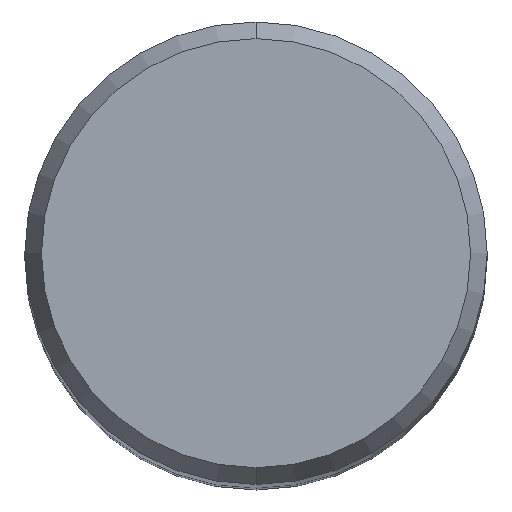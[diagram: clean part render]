
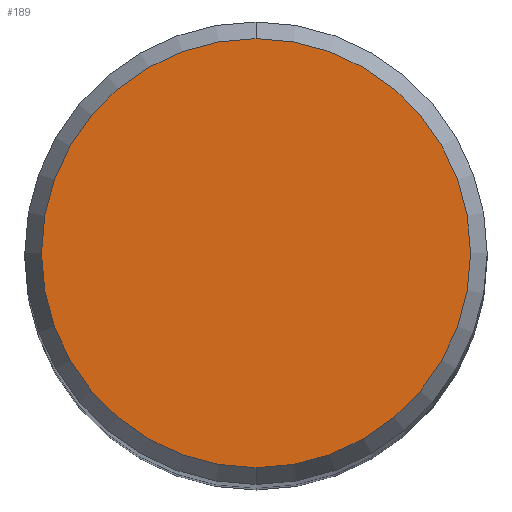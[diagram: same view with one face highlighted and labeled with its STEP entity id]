
A CAD part, top view. The second image highlights one B-rep face of the part: STEP entity #189.
In plain terms, the highlighted planar face has unit normal (0, 0, 1).
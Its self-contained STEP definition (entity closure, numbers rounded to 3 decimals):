
#159=VERTEX_POINT('',#426);
#187=EDGE_CURVE('',#159,#335,#457,.T.);
#189=ADVANCED_FACE('',(#459),#460,.T.);
#247=EDGE_CURVE('',#335,#159,#526,.T.);
#335=VERTEX_POINT('',#624);
#426=CARTESIAN_POINT('',(0.0,5.892,0.));
#457=CIRCLE('',#762,5.892);
#459=FACE_OUTER_BOUND('',#764,.T.);
#460=PLANE('',#765);
#526=CIRCLE('',#924,5.892);
#624=CARTESIAN_POINT('',(0.,-5.892,0.));
#762=AXIS2_PLACEMENT_3D('',#1366,#1367,#1368);
#764=EDGE_LOOP('',(#1370,#1371));
#765=AXIS2_PLACEMENT_3D('',#1372,#1373,#1374);
#924=AXIS2_PLACEMENT_3D('',#1465,#1466,#1467);
#1366=CARTESIAN_POINT('',(0.0,0.0,0.));
#1367=DIRECTION('',(0.0,0.0,-1.0));
#1368=DIRECTION('',(0.0,1.0,0.0));
#1370=ORIENTED_EDGE('',*,*,#187,.F.);
#1371=ORIENTED_EDGE('',*,*,#247,.F.);
#1372=CARTESIAN_POINT('',(0.0,2.946,0.));
#1373=DIRECTION('',(-0.0,0.0,1.0));
#1374=DIRECTION('',(0.0,-1.0,0.0));
#1465=CARTESIAN_POINT('',(0.0,0.0,0.));
#1466=DIRECTION('',(0.0,0.0,-1.0));
#1467=DIRECTION('',(0.0,1.0,0.0));
